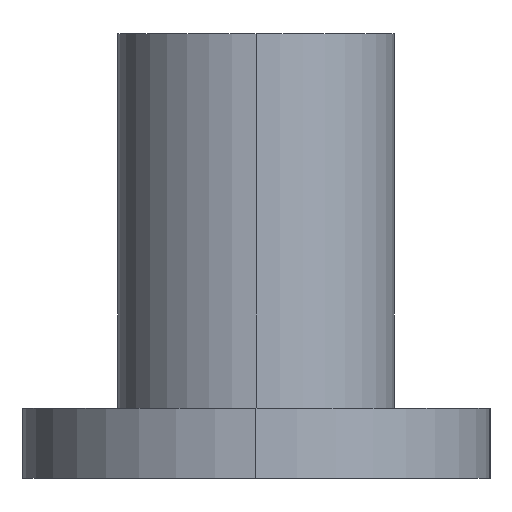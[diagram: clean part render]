
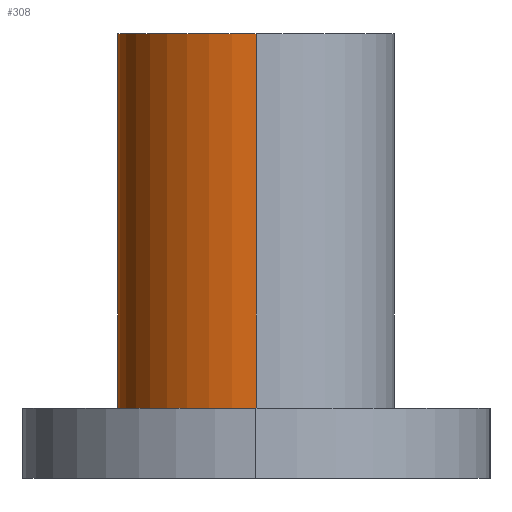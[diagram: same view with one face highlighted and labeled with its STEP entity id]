
A CAD part, left-side view. The second image highlights one B-rep face of the part: STEP entity #308.
In plain terms, the highlighted cylindrical face has radius 2.95 mm (diameter 5.9 mm), a partial arc.
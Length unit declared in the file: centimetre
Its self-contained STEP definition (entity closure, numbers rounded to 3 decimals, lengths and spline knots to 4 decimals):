
#2 = CARTESIAN_POINT ( 'NONE',  ( 7.495, 0., 0.15 ) ) ;
#19 = DIRECTION ( 'NONE',  ( 0., 0., -1. ) ) ;
#21 = EDGE_CURVE ( 'NONE', #350, #242, #59, .T. ) ;
#31 = VECTOR ( 'NONE', #254, 100. ) ;
#35 = EDGE_CURVE ( 'NONE', #136, #349, #215, .T. ) ;
#39 = ORIENTED_EDGE ( 'NONE', *, *, #21, .F. ) ;
#49 = ORIENTED_EDGE ( 'NONE', *, *, #35, .T. ) ;
#59 = CIRCLE ( 'NONE', #381, 0.295 ) ;
#81 = ORIENTED_EDGE ( 'NONE', *, *, #375, .T. ) ;
#119 = CARTESIAN_POINT ( 'NONE',  ( 7.2, 0., 0.95 ) ) ;
#131 = LINE ( 'NONE', #250, #31 ) ;
#136 = VERTEX_POINT ( 'NONE', #2 ) ;
#140 = DIRECTION ( 'NONE',  ( -1., 0., 0. ) ) ;
#143 = DIRECTION ( 'NONE',  ( 0., 0., 1. ) ) ;
#151 = CARTESIAN_POINT ( 'NONE',  ( 6.905, 0., 0.95 ) ) ;
#164 = AXIS2_PLACEMENT_3D ( 'NONE', #263, #19, #140 ) ;
#171 = CARTESIAN_POINT ( 'NONE',  ( 7.495, 0., 0.95 ) ) ;
#179 = LINE ( 'NONE', #151, #239 ) ;
#204 = DIRECTION ( 'NONE',  ( 0., 0., 1. ) ) ;
#210 = FACE_OUTER_BOUND ( 'NONE', #222, .T. ) ;
#215 = CIRCLE ( 'NONE', #277, 0.295 ) ;
#219 = EDGE_CURVE ( 'NONE', #242, #349, #179, .T. ) ;
#221 = CARTESIAN_POINT ( 'NONE',  ( 6.905, 0., 0.15 ) ) ;
#222 = EDGE_LOOP ( 'NONE', ( #39, #81, #49, #278 ) ) ;
#234 = CARTESIAN_POINT ( 'NONE',  ( 7.2, 0., 0.15 ) ) ;
#239 = VECTOR ( 'NONE', #363, 100. ) ;
#242 = VERTEX_POINT ( 'NONE', #258 ) ;
#250 = CARTESIAN_POINT ( 'NONE',  ( 7.495, 0., 0.95 ) ) ;
#254 = DIRECTION ( 'NONE',  ( 0., 0., -1. ) ) ;
#258 = CARTESIAN_POINT ( 'NONE',  ( 6.905, 0., 0.95 ) ) ;
#263 = CARTESIAN_POINT ( 'NONE',  ( 7.2, 0., 0.95 ) ) ;
#277 = AXIS2_PLACEMENT_3D ( 'NONE', #234, #204, #296 ) ;
#278 = ORIENTED_EDGE ( 'NONE', *, *, #219, .F. ) ;
#296 = DIRECTION ( 'NONE',  ( 1., 0., 0. ) ) ;
#308 = ADVANCED_FACE ( 'NONE', ( #210 ), #328, .T. ) ;
#323 = DIRECTION ( 'NONE',  ( 1., 0., 0. ) ) ;
#328 = CYLINDRICAL_SURFACE ( 'NONE', #164, 0.295 ) ;
#349 = VERTEX_POINT ( 'NONE', #221 ) ;
#350 = VERTEX_POINT ( 'NONE', #171 ) ;
#363 = DIRECTION ( 'NONE',  ( 0., 0., -1. ) ) ;
#375 = EDGE_CURVE ( 'NONE', #350, #136, #131, .T. ) ;
#381 = AXIS2_PLACEMENT_3D ( 'NONE', #119, #143, #323 ) ;
